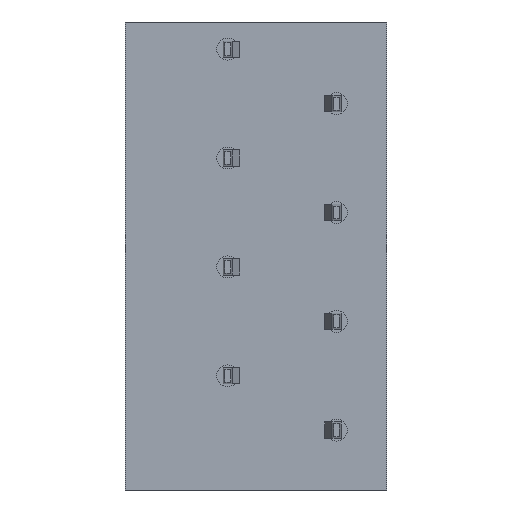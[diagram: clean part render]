
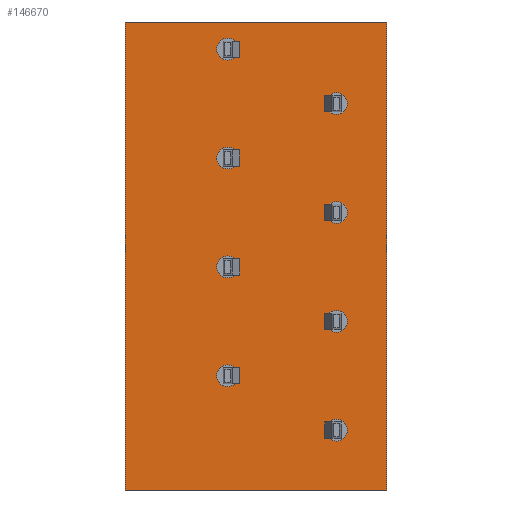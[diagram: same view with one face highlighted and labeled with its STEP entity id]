
A CAD part, front view. The second image highlights one B-rep face of the part: STEP entity #146670.
In plain terms, the highlighted planar face has unit normal (0, -1, 0).
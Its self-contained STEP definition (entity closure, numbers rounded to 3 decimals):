
#600=CARTESIAN_POINT('',(0.,0.,1.));
#610=VERTEX_POINT('',#600);
#640=CARTESIAN_POINT('',(0.,0.,1.));
#650=DIRECTION('',(-1.,0.,0.));
#660=VECTOR('',#650,1.);
#670=LINE('',#640,#660);
#680=CARTESIAN_POINT('',(12.,0.,1.));
#690=VERTEX_POINT('',#680);
#700=EDGE_CURVE('',#690,#610,#670,.T.);
#55460=CARTESIAN_POINT('',(12.,0.,22.5));
#55470=VERTEX_POINT('',#55460);
#55500=CARTESIAN_POINT('',(0.,0.,22.5));
#55510=DIRECTION('',(1.,0.,0.));
#55520=VECTOR('',#55510,1.);
#55530=LINE('',#55500,#55520);
#55540=CARTESIAN_POINT('',(0.,0.,22.5));
#55550=VERTEX_POINT('',#55540);
#55560=EDGE_CURVE('',#55550,#55470,#55530,.T.);
#70620=CARTESIAN_POINT('',(12.,0.,2.07));
#70630=DIRECTION('',(0.,0.,-1.));
#70640=VECTOR('',#70630,1.);
#70650=LINE('',#70620,#70640);
#70660=EDGE_CURVE('',#55470,#690,#70650,.T.);
#145310=CARTESIAN_POINT('',(11.7,0.,18.467));
#145320=DIRECTION('',(0.,-1.,0.));
#145330=DIRECTION('',(1.,0.,0.));
#145340=AXIS2_PLACEMENT_3D('',#145310,#145320,#145330);
#145350=PLANE('',#145340);
#145360=ORIENTED_EDGE('',*,*,#700,.F.);
#145370=CARTESIAN_POINT('',(0.,0.,2.07));
#145380=DIRECTION('',(0.,0.,1.));
#145390=VECTOR('',#145380,1.);
#145400=LINE('',#145370,#145390);
#145410=EDGE_CURVE('',#610,#55550,#145400,.T.);
#145420=ORIENTED_EDGE('',*,*,#145410,.F.);
#145430=ORIENTED_EDGE('',*,*,#55560,.F.);
#145440=ORIENTED_EDGE('',*,*,#70660,.F.);
#145450=EDGE_LOOP('',(#145440,#145430,#145420,#145360));
#145460=FACE_OUTER_BOUND('',#145450,.T.);
#145470=CARTESIAN_POINT('',(7.3,0.,17.25));
#145480=DIRECTION('',(0.,-1.,0.));
#145490=DIRECTION('',(1.,0.,0.));
#145500=AXIS2_PLACEMENT_3D('',#145470,#145480,#145490);
#145510=CIRCLE('',#145500,0.5);
#145520=CARTESIAN_POINT('',(7.8,0.,17.25));
#145530=VERTEX_POINT('',#145520);
#145540=CARTESIAN_POINT('',(6.8,0.,17.25));
#145550=VERTEX_POINT('',#145540);
#145560=EDGE_CURVE('',#145530,#145550,#145510,.T.);
#145570=ORIENTED_EDGE('',*,*,#145560,.F.);
#145580=EDGE_CURVE('',#145550,#145530,#145510,.T.);
#145590=ORIENTED_EDGE('',*,*,#145580,.F.);
#145600=EDGE_LOOP('',(#145590,#145570));
#145610=FACE_BOUND('',#145600,.T.);
#145620=CARTESIAN_POINT('',(7.3,0.,2.25));
#145630=DIRECTION('',(0.,-1.,0.));
#145640=DIRECTION('',(1.,0.,0.));
#145650=AXIS2_PLACEMENT_3D('',#145620,#145630,#145640);
#145660=CIRCLE('',#145650,0.5);
#145670=CARTESIAN_POINT('',(7.8,0.,2.25));
#145680=VERTEX_POINT('',#145670);
#145690=CARTESIAN_POINT('',(6.8,0.,2.25));
#145700=VERTEX_POINT('',#145690);
#145710=EDGE_CURVE('',#145680,#145700,#145660,.T.);
#145720=ORIENTED_EDGE('',*,*,#145710,.F.);
#145730=EDGE_CURVE('',#145700,#145680,#145660,.T.);
#145740=ORIENTED_EDGE('',*,*,#145730,.F.);
#145750=EDGE_LOOP('',(#145740,#145720));
#145760=FACE_BOUND('',#145750,.T.);
#145770=CARTESIAN_POINT('',(7.3,0.,7.25));
#145780=DIRECTION('',(0.,-1.,0.));
#145790=DIRECTION('',(1.,0.,0.));
#145800=AXIS2_PLACEMENT_3D('',#145770,#145780,#145790);
#145810=CIRCLE('',#145800,0.5);
#145820=CARTESIAN_POINT('',(7.8,0.,7.25));
#145830=VERTEX_POINT('',#145820);
#145840=CARTESIAN_POINT('',(6.8,0.,7.25));
#145850=VERTEX_POINT('',#145840);
#145860=EDGE_CURVE('',#145830,#145850,#145810,.T.);
#145870=ORIENTED_EDGE('',*,*,#145860,.F.);
#145880=EDGE_CURVE('',#145850,#145830,#145810,.T.);
#145890=ORIENTED_EDGE('',*,*,#145880,.F.);
#145900=EDGE_LOOP('',(#145890,#145870));
#145910=FACE_BOUND('',#145900,.T.);
#145920=CARTESIAN_POINT('',(2.3,0.,19.75));
#145930=DIRECTION('',(0.,1.,0.));
#145940=DIRECTION('',(-1.,0.,0.));
#145950=AXIS2_PLACEMENT_3D('',#145920,#145930,#145940);
#145960=CIRCLE('',#145950,0.5);
#145970=CARTESIAN_POINT('',(1.8,0.,19.75));
#145980=VERTEX_POINT('',#145970);
#145990=CARTESIAN_POINT('',(2.8,0.,19.75));
#146000=VERTEX_POINT('',#145990);
#146010=EDGE_CURVE('',#145980,#146000,#145960,.T.);
#146020=ORIENTED_EDGE('',*,*,#146010,.T.);
#146030=EDGE_CURVE('',#146000,#145980,#145960,.T.);
#146040=ORIENTED_EDGE('',*,*,#146030,.T.);
#146050=EDGE_LOOP('',(#146040,#146020));
#146060=FACE_BOUND('',#146050,.T.);
#146070=CARTESIAN_POINT('',(2.3,0.,14.75));
#146080=DIRECTION('',(0.,1.,0.));
#146090=DIRECTION('',(-1.,0.,0.));
#146100=AXIS2_PLACEMENT_3D('',#146070,#146080,#146090);
#146110=CIRCLE('',#146100,0.5);
#146120=CARTESIAN_POINT('',(1.8,0.,14.75));
#146130=VERTEX_POINT('',#146120);
#146140=CARTESIAN_POINT('',(2.8,0.,14.75));
#146150=VERTEX_POINT('',#146140);
#146160=EDGE_CURVE('',#146130,#146150,#146110,.T.);
#146170=ORIENTED_EDGE('',*,*,#146160,.T.);
#146180=EDGE_CURVE('',#146150,#146130,#146110,.T.);
#146190=ORIENTED_EDGE('',*,*,#146180,.T.);
#146200=EDGE_LOOP('',(#146190,#146170));
#146210=FACE_BOUND('',#146200,.T.);
#146220=CARTESIAN_POINT('',(7.3,0.,12.25));
#146230=DIRECTION('',(0.,-1.,0.));
#146240=DIRECTION('',(1.,0.,0.));
#146250=AXIS2_PLACEMENT_3D('',#146220,#146230,#146240);
#146260=CIRCLE('',#146250,0.5);
#146270=CARTESIAN_POINT('',(7.8,0.,12.25));
#146280=VERTEX_POINT('',#146270);
#146290=CARTESIAN_POINT('',(6.8,0.,12.25));
#146300=VERTEX_POINT('',#146290);
#146310=EDGE_CURVE('',#146280,#146300,#146260,.T.);
#146320=ORIENTED_EDGE('',*,*,#146310,.F.);
#146330=EDGE_CURVE('',#146300,#146280,#146260,.T.);
#146340=ORIENTED_EDGE('',*,*,#146330,.F.);
#146350=EDGE_LOOP('',(#146340,#146320));
#146360=FACE_BOUND('',#146350,.T.);
#146370=CARTESIAN_POINT('',(2.3,0.,9.75));
#146380=DIRECTION('',(0.,1.,0.));
#146390=DIRECTION('',(-1.,0.,0.));
#146400=AXIS2_PLACEMENT_3D('',#146370,#146380,#146390);
#146410=CIRCLE('',#146400,0.5);
#146420=CARTESIAN_POINT('',(1.8,0.,9.75));
#146430=VERTEX_POINT('',#146420);
#146440=CARTESIAN_POINT('',(2.8,0.,9.75));
#146450=VERTEX_POINT('',#146440);
#146460=EDGE_CURVE('',#146430,#146450,#146410,.T.);
#146470=ORIENTED_EDGE('',*,*,#146460,.T.);
#146480=EDGE_CURVE('',#146450,#146430,#146410,.T.);
#146490=ORIENTED_EDGE('',*,*,#146480,.T.);
#146500=EDGE_LOOP('',(#146490,#146470));
#146510=FACE_BOUND('',#146500,.T.);
#146520=CARTESIAN_POINT('',(2.3,0.,4.75));
#146530=DIRECTION('',(0.,1.,0.));
#146540=DIRECTION('',(-1.,0.,0.));
#146550=AXIS2_PLACEMENT_3D('',#146520,#146530,#146540);
#146560=CIRCLE('',#146550,0.5);
#146570=CARTESIAN_POINT('',(1.8,0.,4.75));
#146580=VERTEX_POINT('',#146570);
#146590=CARTESIAN_POINT('',(2.8,0.,4.75));
#146600=VERTEX_POINT('',#146590);
#146610=EDGE_CURVE('',#146580,#146600,#146560,.T.);
#146620=ORIENTED_EDGE('',*,*,#146610,.T.);
#146630=EDGE_CURVE('',#146600,#146580,#146560,.T.);
#146640=ORIENTED_EDGE('',*,*,#146630,.T.);
#146650=EDGE_LOOP('',(#146640,#146620));
#146660=FACE_BOUND('',#146650,.T.);
#146670=ADVANCED_FACE('',(#145460,#145610,#145760,#145910,#146060,
#146210,#146360,#146510,#146660),#145350,.T.);
